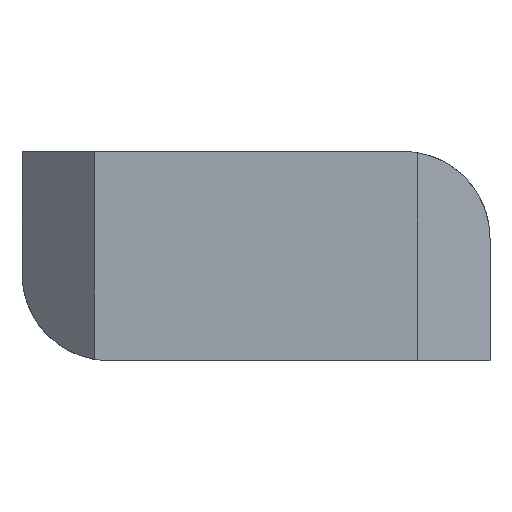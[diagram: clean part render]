
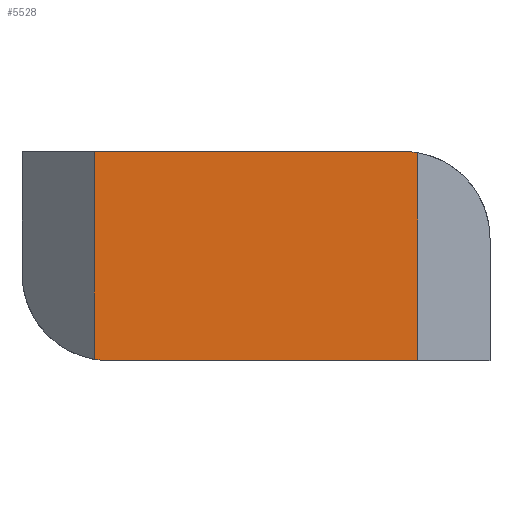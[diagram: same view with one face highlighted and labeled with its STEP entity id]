
A CAD part, front view. The second image highlights one B-rep face of the part: STEP entity #5528.
In plain terms, the highlighted planar face has unit normal (0, -1, 0).
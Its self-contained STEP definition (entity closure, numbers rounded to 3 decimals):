
#1 = DIRECTION ( 'NONE',  ( 0., 0., 1. ) ) ;
#3 = DIRECTION ( 'NONE',  ( 0., 1., 0. ) ) ;
#5 = PLANE ( 'NONE',  #3235 ) ;
#7 = CARTESIAN_POINT ( 'NONE',  ( 6.5, -5.6, 4.2 ) ) ;
#1043 = ORIENTED_EDGE ( 'NONE', *, *, #3555, .T. ) ;
#1132 = ORIENTED_EDGE ( 'NONE', *, *, #3553, .T. ) ;
#1366 = EDGE_LOOP ( 'NONE', ( #1132, #1043, #2381, #2386, #2382, #2379 ) ) ;
#1712 = VERTEX_POINT ( 'NONE', #2251 ) ;
#1752 = VERTEX_POINT ( 'NONE', #2211 ) ;
#1765 = VERTEX_POINT ( 'NONE', #2198 ) ;
#1767 = VERTEX_POINT ( 'NONE', #2196 ) ;
#1768 = VERTEX_POINT ( 'NONE', #2195 ) ;
#1779 = VERTEX_POINT ( 'NONE', #2184 ) ;
#2184 = CARTESIAN_POINT ( 'NONE',  ( -5.9, -5.6, -4.2 ) ) ;
#2195 = CARTESIAN_POINT ( 'NONE',  ( 6.5, -5.6, 4.148 ) ) ;
#2196 = CARTESIAN_POINT ( 'NONE',  ( 6.5, -5.6, -4.2 ) ) ;
#2198 = CARTESIAN_POINT ( 'NONE',  ( 5.9, -5.6, 4.2 ) ) ;
#2211 = CARTESIAN_POINT ( 'NONE',  ( -6.5, -5.6, 4.2 ) ) ;
#2251 = CARTESIAN_POINT ( 'NONE',  ( -6.5, -5.6, -4.148 ) ) ;
#2379 = ORIENTED_EDGE ( 'NONE', *, *, #3559, .F. ) ;
#2381 = ORIENTED_EDGE ( 'NONE', *, *, #3556, .T. ) ;
#2382 = ORIENTED_EDGE ( 'NONE', *, *, #3558, .T. ) ;
#2386 = ORIENTED_EDGE ( 'NONE', *, *, #3557, .F. ) ;
#2575 = LINE ( 'NONE', #4052, #2577 ) ;
#2576 = CIRCLE ( 'NONE', #3361, 3.5 ) ;
#2577 = VECTOR ( 'NONE', #4045, 1000. ) ;
#2578 = CIRCLE ( 'NONE', #3362, 3.5 ) ;
#2580 = LINE ( 'NONE', #4046, #2582 ) ;
#2581 = LINE ( 'NONE', #4008, #2584 ) ;
#2582 = VECTOR ( 'NONE', #4071, 1000. ) ;
#2584 = VECTOR ( 'NONE', #4002, 1000. ) ;
#2585 = LINE ( 'NONE', #4003, #2586 ) ;
#2586 = VECTOR ( 'NONE', #4032, 1000. ) ;
#3235 = AXIS2_PLACEMENT_3D ( 'NONE', #7, #3, #1 ) ;
#3361 = AXIS2_PLACEMENT_3D ( 'NONE', #3992, #3991, #3986 ) ;
#3362 = AXIS2_PLACEMENT_3D ( 'NONE', #4019, #4018, #4016 ) ;
#3553 = EDGE_CURVE ( 'NONE', #1752, #1712, #2575, .T. ) ;
#3555 = EDGE_CURVE ( 'NONE', #1712, #1779, #2578, .T. ) ;
#3556 = EDGE_CURVE ( 'NONE', #1779, #1767, #2580, .T. ) ;
#3557 = EDGE_CURVE ( 'NONE', #1768, #1767, #2581, .T. ) ;
#3558 = EDGE_CURVE ( 'NONE', #1768, #1765, #2576, .T. ) ;
#3559 = EDGE_CURVE ( 'NONE', #1752, #1765, #2585, .T. ) ;
#3986 = DIRECTION ( 'NONE',  ( 0., 0., 1. ) ) ;
#3991 = DIRECTION ( 'NONE',  ( 0., -1., 0. ) ) ;
#3992 = CARTESIAN_POINT ( 'NONE',  ( 5.9, -5.6, 0.7 ) ) ;
#4002 = DIRECTION ( 'NONE',  ( 0., 0., -1. ) ) ;
#4003 = CARTESIAN_POINT ( 'NONE',  ( 6.5, -5.6, 4.2 ) ) ;
#4008 = CARTESIAN_POINT ( 'NONE',  ( 6.5, -5.6, 4.2 ) ) ;
#4016 = DIRECTION ( 'NONE',  ( 0., 0., 1. ) ) ;
#4018 = DIRECTION ( 'NONE',  ( 0., -1., 0. ) ) ;
#4019 = CARTESIAN_POINT ( 'NONE',  ( -5.9, -5.6, -0.7 ) ) ;
#4032 = DIRECTION ( 'NONE',  ( 1., 0., 0. ) ) ;
#4045 = DIRECTION ( 'NONE',  ( 0., 0., -1. ) ) ;
#4046 = CARTESIAN_POINT ( 'NONE',  ( 6.5, -5.6, -4.2 ) ) ;
#4052 = CARTESIAN_POINT ( 'NONE',  ( -6.5, -5.6, 4.2 ) ) ;
#4071 = DIRECTION ( 'NONE',  ( 1., 0., 0. ) ) ;
#5116 = FACE_OUTER_BOUND ( 'NONE', #1366, .T. ) ;
#5528 = ADVANCED_FACE ( 'NONE', ( #5116 ), #5, .F. ) ;
